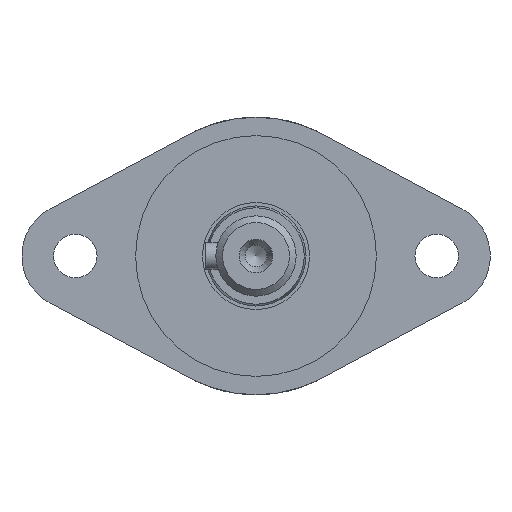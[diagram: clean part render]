
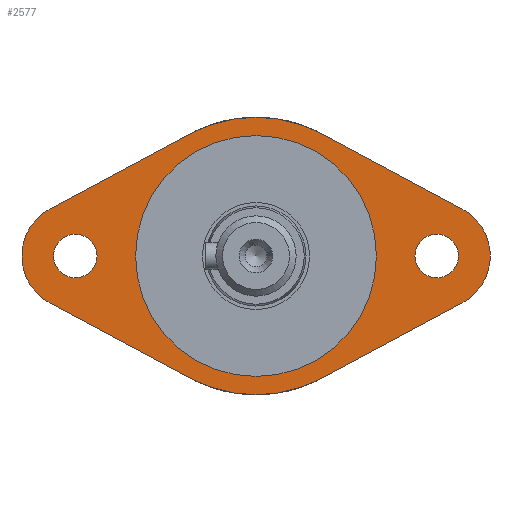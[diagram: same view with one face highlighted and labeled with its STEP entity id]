
A CAD part, left-side view. The second image highlights one B-rep face of the part: STEP entity #2577.
In plain terms, the highlighted planar face has unit normal (-1, 0, 0).
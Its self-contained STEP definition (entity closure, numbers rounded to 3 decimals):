
#91=FACE_BOUND('',#428,.T.);
#92=FACE_BOUND('',#429,.T.);
#93=FACE_BOUND('',#430,.T.);
#148=PLANE('',#2902);
#273=FACE_OUTER_BOUND('',#427,.T.);
#427=EDGE_LOOP('',(#2095,#2096,#2097,#2098,#2099,#2100,#2101,#2102));
#428=EDGE_LOOP('',(#2103));
#429=EDGE_LOOP('',(#2104));
#430=EDGE_LOOP('',(#2105,#2106));
#571=LINE('',#4467,#709);
#573=LINE('',#4472,#711);
#577=LINE('',#4485,#715);
#582=LINE('',#4498,#720);
#709=VECTOR('',#3576,10.);
#711=VECTOR('',#3580,10.);
#715=VECTOR('',#3592,10.);
#720=VECTOR('',#3605,10.);
#885=CIRCLE('',#2877,3.25);
#888=CIRCLE('',#2881,3.25);
#890=CIRCLE('',#2884,8.);
#894=CIRCLE('',#2893,8.);
#896=CIRCLE('',#2898,18.);
#897=CIRCLE('',#2899,18.);
#900=CIRCLE('',#2903,20.75);
#901=CIRCLE('',#2904,20.75);
#1128=VERTEX_POINT('',#4442);
#1131=VERTEX_POINT('',#4450);
#1134=VERTEX_POINT('',#4457);
#1135=VERTEX_POINT('',#4459);
#1137=VERTEX_POINT('',#4465);
#1139=VERTEX_POINT('',#4471);
#1143=VERTEX_POINT('',#4482);
#1144=VERTEX_POINT('',#4484);
#1146=VERTEX_POINT('',#4490);
#1148=VERTEX_POINT('',#4496);
#1149=VERTEX_POINT('',#4502);
#1150=VERTEX_POINT('',#4503);
#1458=EDGE_CURVE('',#1128,#1128,#885,.T.);
#1462=EDGE_CURVE('',#1131,#1131,#888,.T.);
#1465=EDGE_CURVE('',#1134,#1135,#890,.T.);
#1469=EDGE_CURVE('',#1137,#1134,#571,.T.);
#1471=EDGE_CURVE('',#1135,#1139,#573,.T.);
#1477=EDGE_CURVE('',#1144,#1143,#577,.T.);
#1481=EDGE_CURVE('',#1143,#1146,#894,.T.);
#1484=EDGE_CURVE('',#1146,#1148,#582,.T.);
#1486=EDGE_CURVE('',#1149,#1150,#896,.T.);
#1487=EDGE_CURVE('',#1150,#1149,#897,.T.);
#1491=EDGE_CURVE('',#1139,#1148,#900,.T.);
#1492=EDGE_CURVE('',#1144,#1137,#901,.T.);
#2095=ORIENTED_EDGE('',*,*,#1491,.F.);
#2096=ORIENTED_EDGE('',*,*,#1471,.F.);
#2097=ORIENTED_EDGE('',*,*,#1465,.F.);
#2098=ORIENTED_EDGE('',*,*,#1469,.F.);
#2099=ORIENTED_EDGE('',*,*,#1492,.F.);
#2100=ORIENTED_EDGE('',*,*,#1477,.T.);
#2101=ORIENTED_EDGE('',*,*,#1481,.T.);
#2102=ORIENTED_EDGE('',*,*,#1484,.T.);
#2103=ORIENTED_EDGE('',*,*,#1458,.T.);
#2104=ORIENTED_EDGE('',*,*,#1462,.T.);
#2105=ORIENTED_EDGE('',*,*,#1486,.T.);
#2106=ORIENTED_EDGE('',*,*,#1487,.T.);
#2577=ADVANCED_FACE('',(#273,#91,#92,#93),#148,.T.);
#2877=AXIS2_PLACEMENT_3D('',#4444,#3553,#3554);
#2881=AXIS2_PLACEMENT_3D('',#4452,#3562,#3563);
#2884=AXIS2_PLACEMENT_3D('',#4460,#3569,#3570);
#2893=AXIS2_PLACEMENT_3D('',#4492,#3599,#3600);
#2898=AXIS2_PLACEMENT_3D('',#4504,#3612,#3613);
#2899=AXIS2_PLACEMENT_3D('',#4505,#3614,#3615);
#2902=AXIS2_PLACEMENT_3D('',#4511,#3621,#3622);
#2903=AXIS2_PLACEMENT_3D('',#4512,#3623,#3624);
#2904=AXIS2_PLACEMENT_3D('',#4513,#3625,#3626);
#3553=DIRECTION('center_axis',(1.,0.,0.));
#3554=DIRECTION('ref_axis',(0.,0.,
1.));
#3562=DIRECTION('center_axis',(1.,0.,0.));
#3563=DIRECTION('ref_axis',(0.,0.,
1.));
#3569=DIRECTION('center_axis',(1.,0.,0.));
#3570=DIRECTION('ref_axis',(0.,-0.472,-0.881));
#3576=DIRECTION('',(0.,0.881,0.472));
#3580=DIRECTION('',(0.,-0.881,0.472));
#3592=DIRECTION('',(0.,-0.881,0.472));
#3599=DIRECTION('center_axis',(-1.,0.,0.));
#3600=DIRECTION('ref_axis',(0.,-0.472,-0.881));
#3605=DIRECTION('',(0.,0.881,0.472));
#3612=DIRECTION('center_axis',(1.,0.,0.));
#3613=DIRECTION('ref_axis',(0.,-1.,0.));
#3614=DIRECTION('center_axis',(1.,0.,0.));
#3615=DIRECTION('ref_axis',(0.,-1.,0.));
#3621=DIRECTION('center_axis',(-1.,0.,0.));
#3622=DIRECTION('ref_axis',(0.,0.,
-1.));
#3623=DIRECTION('center_axis',(1.,0.,0.));
#3624=DIRECTION('ref_axis',(0.,-1.,0.));
#3625=DIRECTION('center_axis',(1.,0.,0.));
#3626=DIRECTION('ref_axis',(0.,-1.,0.));
#4442=CARTESIAN_POINT('',(-114.7,-27.,-3.25));
#4444=CARTESIAN_POINT('Origin',(-114.7,-27.,0.));
#4450=CARTESIAN_POINT('',(-114.7,27.,-3.25));
#4452=CARTESIAN_POINT('Origin',(-114.7,27.,0.));
#4457=CARTESIAN_POINT('',(-114.7,30.778,-7.052));
#4459=CARTESIAN_POINT('',(-114.7,30.778,7.052));
#4460=CARTESIAN_POINT('Origin',(-114.7,27.,0.));
#4465=CARTESIAN_POINT('',(-114.7,9.799,-18.291));
#4467=CARTESIAN_POINT('',(-114.7,9.799,-18.291));
#4471=CARTESIAN_POINT('',(-114.7,9.799,18.291));
#4472=CARTESIAN_POINT('',(-114.7,30.778,7.052));
#4482=CARTESIAN_POINT('',(-114.7,-30.778,-7.052));
#4484=CARTESIAN_POINT('',(-114.7,-9.799,-18.291));
#4485=CARTESIAN_POINT('',(-114.7,-9.799,-18.291));
#4490=CARTESIAN_POINT('',(-114.7,-30.778,7.052));
#4492=CARTESIAN_POINT('Origin',(-114.7,-27.,0.));
#4496=CARTESIAN_POINT('',(-114.7,-9.799,18.291));
#4498=CARTESIAN_POINT('',(-114.7,-30.778,7.052));
#4502=CARTESIAN_POINT('',(-114.7,-18.,0.));
#4503=CARTESIAN_POINT('',(-114.7,18.,0.));
#4504=CARTESIAN_POINT('Origin',(-114.7,0.,
0.));
#4505=CARTESIAN_POINT('Origin',(-114.7,0.,
0.));
#4511=CARTESIAN_POINT('Origin',(-114.7,-19.375,0.));
#4512=CARTESIAN_POINT('Origin',(-114.7,0.,
0.));
#4513=CARTESIAN_POINT('Origin',(-114.7,0.,
0.));
